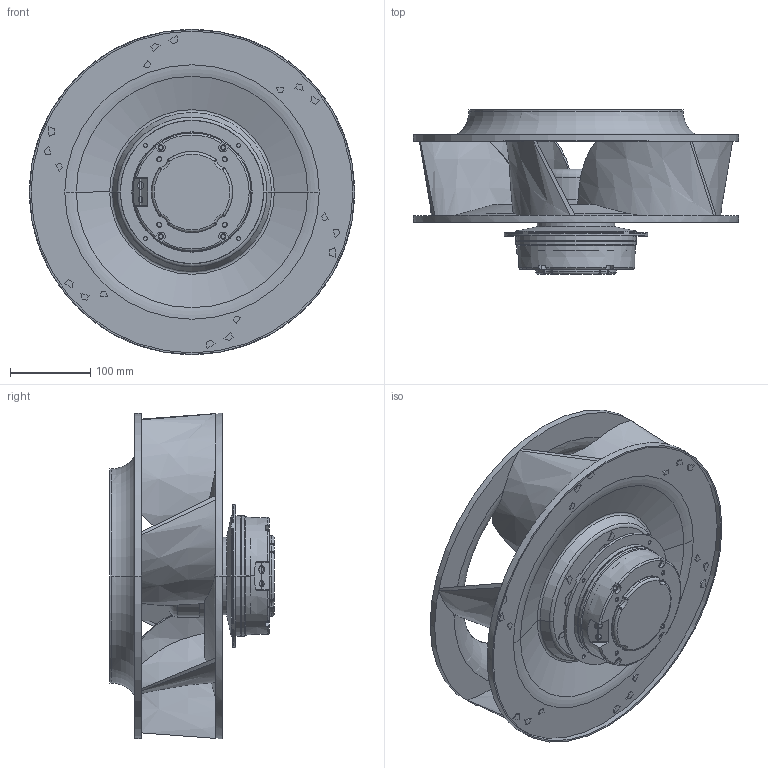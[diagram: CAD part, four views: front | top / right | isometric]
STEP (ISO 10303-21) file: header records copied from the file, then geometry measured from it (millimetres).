
FILE_DESCRIPTION (( 'STEP AP203' ), '1' );
FILE_NAME ('OAB404EC_m0.stp', '2023-05-25T15:21:29', ( '' ), ( '' ), 'SwSTEP 2.0', 'SolidWorks 2018', '' );
FILE_SCHEMA (( 'CONFIG_CONTROL_DESIGN' ));
Length unit declared in the file: millimetre
Products named in the file (1): OAB404EC_m0
Bounding box: 404 x 204.7 x 404 mm (x, y, z)
Volume: 1032060.7 mm3; surface area: 924483.2 mm2
Topology: 6 solids, 6 shells, 1013 faces, 2609 edges, 1686 vertices
Faces by surface type: plane 338, cylinder 319, torus 166, cone 111, bspline 64, sphere 15
Entity records: 38423 total; most frequent: CARTESIAN_POINT 14202, ORIENTED_EDGE 5218, DIRECTION 4840, EDGE_CURVE 2609, AXIS2_PLACEMENT_3D 1980, VERTEX_POINT 1686, EDGE_LOOP 1157, CIRCLE 1030
